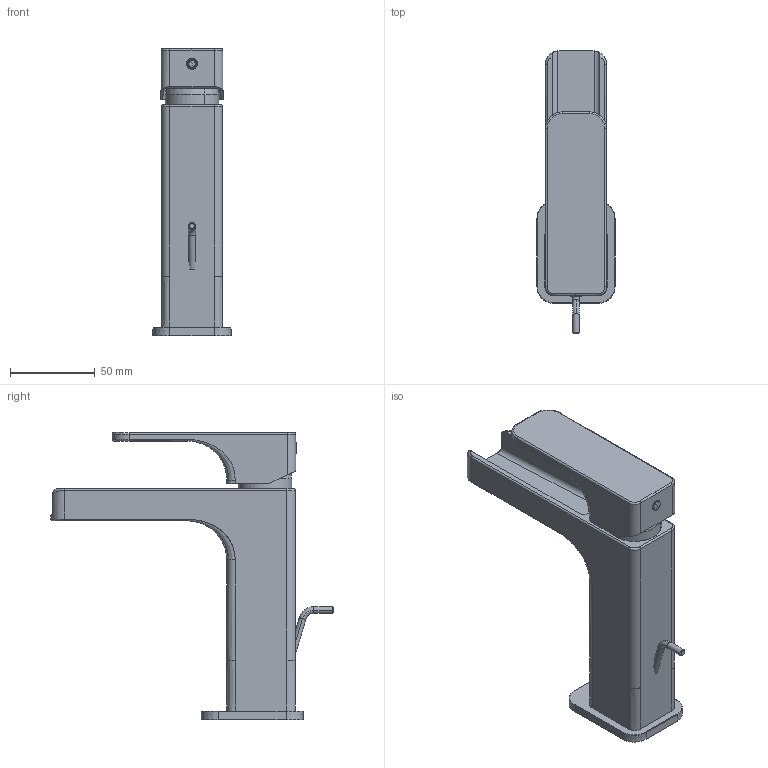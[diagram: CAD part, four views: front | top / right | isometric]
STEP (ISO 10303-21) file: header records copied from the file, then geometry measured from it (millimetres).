
FILE_DESCRIPTION(('CATIA V5 STEP Exchange','CAx-IF Rec.Pracs.--- Model Styling and Organization---1.5--- 2016-08-15','CAx-IF Rec.Pracs.---Supplemental Geometry---1.0---2011-11-01','CAx-IF Rec.Pracs.--- Composite Materials ---3.4---2017-06-13','CAx-IF Rec.Pracs.---Tessellated 3D Geometry---1.0---2015-12-17'),'2;1');
FILE_NAME('CU00C494.stp','2024-07-09T06:51:17+00:00',('none'),('none'),'CATIA Version 5-6 Release 2020 SP2','CATIA V5 STEP AP242 v2','none');
FILE_SCHEMA(('AP242_MANAGED_MODEL_BASED_3D_ENGINEERING_MIM_LF {1 0 10303 442 1 1 4}'));
Length unit declared in the file: millimetre
Products named in the file (1): CA00C49521_AllCATPart
Bounding box: 46 x 166.14 x 169.1 mm (x, y, z)
Volume: 35182.2 mm3; surface area: 57857.3 mm2
Topology: 5 solids, 66 shells, 340 faces, 1044 edges, 780 vertices
Faces by surface type: cylinder 94, plane 81, bspline 62, torus 45, cone 42, revolution 8, extrusion 4, sphere 4
Entity records: 16549 total; most frequent: CARTESIAN_POINT 8228, ORIENTED_EDGE 1738, DIRECTION 1173, EDGE_CURVE 1040, VERTEX_POINT 780, AXIS2_PLACEMENT_3D 557, VECTOR 381, LINE 377
